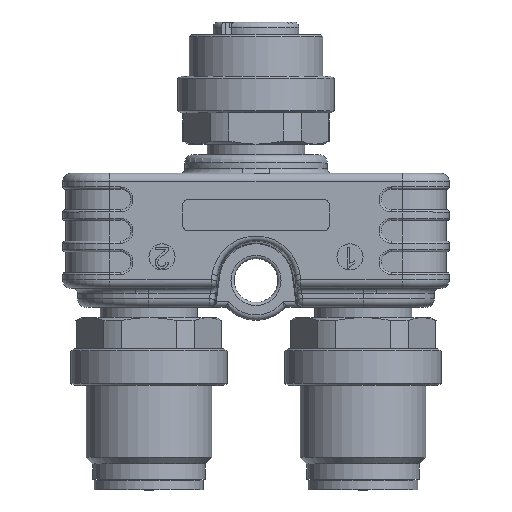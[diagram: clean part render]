
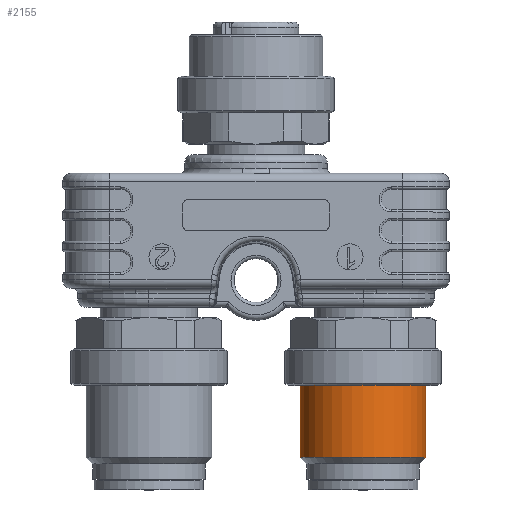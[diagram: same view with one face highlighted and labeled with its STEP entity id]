
A CAD part, top view. The second image highlights one B-rep face of the part: STEP entity #2155.
In plain terms, the highlighted cylindrical face has radius 6 mm (diameter 12 mm), a full revolution.
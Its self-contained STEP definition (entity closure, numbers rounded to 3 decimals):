
#937=CYLINDRICAL_SURFACE('',#14968,6.);
#2155=ADVANCED_FACE('',(#3000,#3001),#937,.T.);
#3000=FACE_BOUND('',#3559,.T.);
#3001=FACE_BOUND('',#3560,.T.);
#3559=EDGE_LOOP('',(#6494));
#3560=EDGE_LOOP('',(#6495));
#4493=CIRCLE('',#14965,6.);
#4494=CIRCLE('',#14967,6.);
#6494=ORIENTED_EDGE('',*,*,#11005,.F.);
#6495=ORIENTED_EDGE('',*,*,#11004,.T.);
#9368=VERTEX_POINT('',#22123);
#9369=VERTEX_POINT('',#22126);
#11004=EDGE_CURVE('',#9368,#9368,#4493,.T.);
#11005=EDGE_CURVE('',#9369,#9369,#4494,.T.);
#14965=AXIS2_PLACEMENT_3D('',#22122,#17402,#17403);
#14967=AXIS2_PLACEMENT_3D('',#22125,#17406,#17407);
#14968=AXIS2_PLACEMENT_3D('',#22127,#17408,#17409);
#17402=DIRECTION('',(0.,-1.,0.));
#17403=DIRECTION('',(-0.866,0.,-0.5));
#17406=DIRECTION('',(0.,-1.,0.));
#17407=DIRECTION('',(-0.866,0.,-0.5));
#17408=DIRECTION('',(0.,-1.,0.));
#17409=DIRECTION('',(0.866,0.,0.5));
#22122=CARTESIAN_POINT('',(10.25,-14.8,0.));
#22123=CARTESIAN_POINT('',(5.054,-14.8,-3.));
#22125=CARTESIAN_POINT('',(10.25,-21.7,0.));
#22126=CARTESIAN_POINT('',(5.054,-21.7,-3.));
#22127=CARTESIAN_POINT('',(10.25,-23.8,0.));
